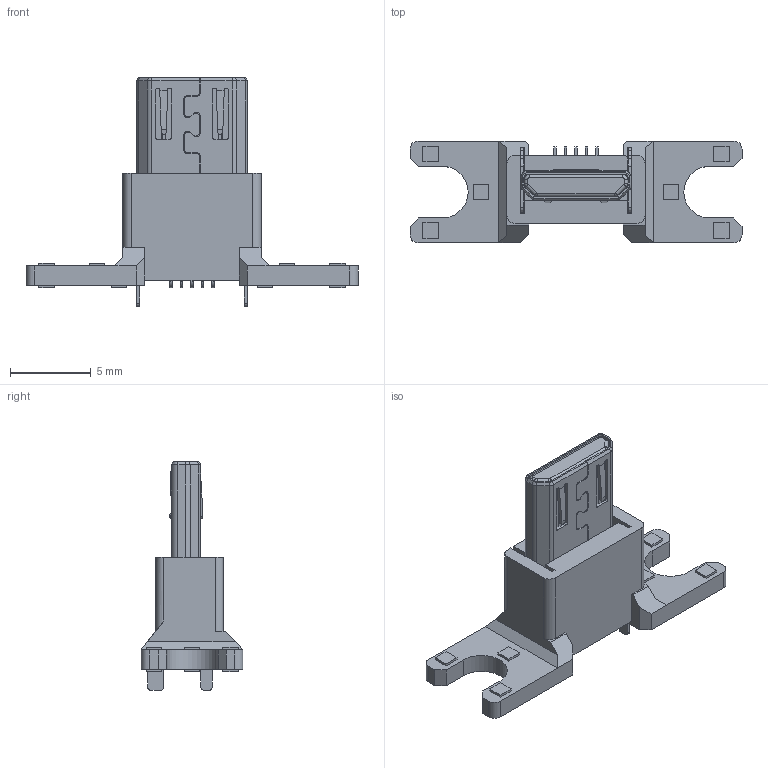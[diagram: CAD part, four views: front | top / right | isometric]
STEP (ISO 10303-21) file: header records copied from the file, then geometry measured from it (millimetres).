
FILE_DESCRIPTION(('Creo Elements/Direct Modeling STEP Export'),'2;1');
FILE_NAME('ZX80-B-5SA.stp','2016-08-06T16:39:46',(''),(''),'Creo Elements/Direct Modeling STEP processor for AP214 (Solid Model)','Creo Elements/Direct Modeling 18.1E 22-Nov-2013 (C) Parametric Technology GmbH','');
FILE_SCHEMA(('AUTOMOTIVE_DESIGN { 1 0 10303 214 1 1 1 1 }'));
Length unit declared in the file: millimetre
Products named in the file (1): ZX80-B-5SA
Bounding box: 20.55 x 6.3 x 14.15 mm (x, y, z)
Volume: 372.9 mm3; surface area: 754 mm2
Topology: 1 solids, 1 shells, 583 faces, 1566 edges, 1020 vertices
Faces by surface type: plane 399, cylinder 152, torus 16, bspline 6, cone 6, sphere 4
Entity records: 18856 total; most frequent: CARTESIAN_POINT 4053, ORIENTED_EDGE 3132, DIRECTION 2965, EDGE_CURVE 1566, VECTOR 1197, LINE 1197, VERTEX_POINT 1020, AXIS2_PLACEMENT_3D 884
